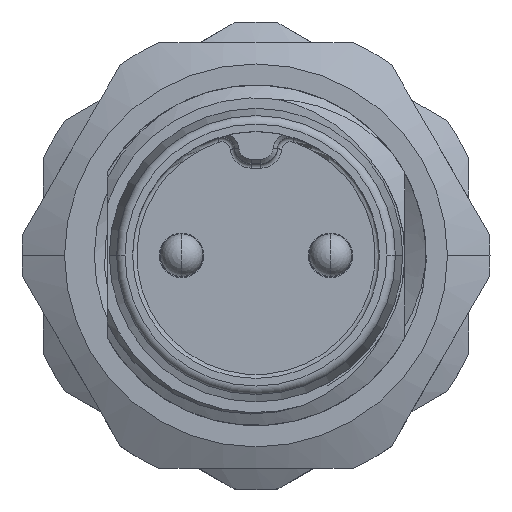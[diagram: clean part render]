
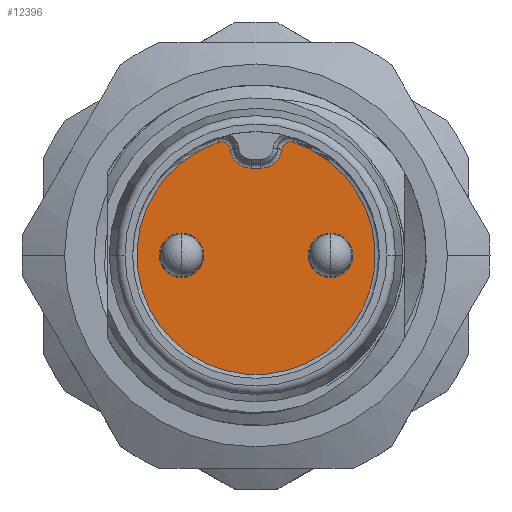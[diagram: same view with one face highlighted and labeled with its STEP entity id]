
A CAD part, top view. The second image highlights one B-rep face of the part: STEP entity #12396.
In plain terms, the highlighted planar face has unit normal (0, 0, 1).
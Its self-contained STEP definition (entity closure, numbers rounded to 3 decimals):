
#10829=CARTESIAN_POINT('',(1.75,0.,7.));
#10830=DIRECTION('',(0.,0.,1.));
#10831=DIRECTION('',(1.,0.,0.));
#10832=AXIS2_PLACEMENT_3D('',#10829,#10830,#10831);
#10834=CARTESIAN_POINT('',(1.75,0.,7.));
#10835=DIRECTION('',(0.,0.,1.));
#10836=DIRECTION('',(-1.,0.,0.));
#10837=AXIS2_PLACEMENT_3D('',#10834,#10835,#10836);
#10839=CARTESIAN_POINT('',(-1.75,0.,7.));
#10840=DIRECTION('',(0.,0.,1.));
#10841=DIRECTION('',(1.,0.,0.));
#10842=AXIS2_PLACEMENT_3D('',#10839,#10840,#10841);
#10844=CARTESIAN_POINT('',(-1.75,0.,7.));
#10845=DIRECTION('',(0.,0.,1.));
#10846=DIRECTION('',(-1.,0.,0.));
#10847=AXIS2_PLACEMENT_3D('',#10844,#10845,#10846);
#10849=CARTESIAN_POINT('',(-0.804,2.472,7.));
#10850=DIRECTION('',(0.,0.,-1.));
#10851=DIRECTION('',(-0.309,0.951,0.));
#10852=AXIS2_PLACEMENT_3D('',#10849,#10850,#10851);
#10854=CARTESIAN_POINT('',(-0.109,2.55,7.));
#10855=DIRECTION('',(0.,0.,1.));
#10856=DIRECTION('',(-0.994,-0.111,0.));
#10857=AXIS2_PLACEMENT_3D('',#10854,#10855,#10856);
#10859=DIRECTION('',(1.,0.,0.));
#10860=VECTOR('',#10859,0.218);
#10861=CARTESIAN_POINT('',(-0.109,2.05,7.));
#10862=LINE('',#10861,#10860);
#10863=CARTESIAN_POINT('',(0.109,2.55,7.));
#10864=DIRECTION('',(0.,0.,1.));
#10865=DIRECTION('',(0.,-1.,0.));
#10866=AXIS2_PLACEMENT_3D('',#10863,#10864,#10865);
#10868=CARTESIAN_POINT('',(0.804,2.472,7.));
#10869=DIRECTION('',(0.,0.,-1.));
#10870=DIRECTION('',(-0.994,0.111,0.));
#10871=AXIS2_PLACEMENT_3D('',#10868,#10869,#10870);
#10891=CARTESIAN_POINT('',(0.,0.,7.));
#10892=DIRECTION('',(0.,0.,1.));
#10893=DIRECTION('',(-0.309,0.951,0.));
#10894=AXIS2_PLACEMENT_3D('',#10891,#10892,#10893);
#11803=CARTESIAN_POINT('',(2.275,0.,7.));
#11804=CARTESIAN_POINT('',(1.225,0.,7.));
#11805=VERTEX_POINT('',#11803);
#11806=VERTEX_POINT('',#11804);
#11807=CARTESIAN_POINT('',(-1.225,0.,7.));
#11808=CARTESIAN_POINT('',(-2.275,0.,7.));
#11809=VERTEX_POINT('',#11807);
#11810=VERTEX_POINT('',#11808);
#12051=CARTESIAN_POINT('',(-0.866,2.663,7.));
#12052=CARTESIAN_POINT('',(-0.606,2.495,7.));
#12053=VERTEX_POINT('',#12051);
#12054=VERTEX_POINT('',#12052);
#12057=CARTESIAN_POINT('',(-0.109,2.05,7.));
#12058=VERTEX_POINT('',#12057);
#12061=CARTESIAN_POINT('',(0.109,2.05,7.));
#12062=VERTEX_POINT('',#12061);
#12065=CARTESIAN_POINT('',(0.606,2.495,7.));
#12066=VERTEX_POINT('',#12065);
#12069=CARTESIAN_POINT('',(0.866,2.663,7.));
#12070=VERTEX_POINT('',#12069);
#12367=CARTESIAN_POINT('',(0.,0.,7.));
#12368=DIRECTION('',(0.,0.,1.));
#12369=DIRECTION('',(1.,0.,0.));
#12370=AXIS2_PLACEMENT_3D('',#12367,#12368,#12369);
#12371=PLANE('',#12370);
#12373=ORIENTED_EDGE('',*,*,#12372,.F.);
#12375=ORIENTED_EDGE('',*,*,#12374,.T.);
#12377=ORIENTED_EDGE('',*,*,#12376,.T.);
#12379=ORIENTED_EDGE('',*,*,#12378,.T.);
#12381=ORIENTED_EDGE('',*,*,#12380,.T.);
#12383=ORIENTED_EDGE('',*,*,#12382,.T.);
#12384=EDGE_LOOP('',(#12373,#12375,#12377,#12379,#12381,#12383));
#12385=FACE_OUTER_BOUND('',#12384,.F.);
#12387=ORIENTED_EDGE('',*,*,#12386,.T.);
#12389=ORIENTED_EDGE('',*,*,#12388,.T.);
#12390=EDGE_LOOP('',(#12387,#12389));
#12391=FACE_BOUND('',#12390,.F.);
#12392=ORIENTED_EDGE('',*,*,#12347,.T.);
#12393=ORIENTED_EDGE('',*,*,#12361,.T.);
#12394=EDGE_LOOP('',(#12392,#12393));
#12395=FACE_BOUND('',#12394,.F.);
#10833=CIRCLE('',#10832,0.525);
#10838=CIRCLE('',#10837,0.525);
#10843=CIRCLE('',#10842,0.525);
#10848=CIRCLE('',#10847,0.525);
#10853=CIRCLE('',#10852,0.2);
#10858=CIRCLE('',#10857,0.5);
#10867=CIRCLE('',#10866,0.5);
#10872=CIRCLE('',#10871,0.2);
#10895=CIRCLE('',#10894,2.8);
#12347=EDGE_CURVE('',#11805,#11806,#10833,.T.);
#12361=EDGE_CURVE('',#11806,#11805,#10838,.T.);
#12372=EDGE_CURVE('',#12053,#12070,#10895,.T.);
#12374=EDGE_CURVE('',#12053,#12054,#10853,.T.);
#12376=EDGE_CURVE('',#12054,#12058,#10858,.T.);
#12378=EDGE_CURVE('',#12058,#12062,#10862,.T.);
#12380=EDGE_CURVE('',#12062,#12066,#10867,.T.);
#12382=EDGE_CURVE('',#12066,#12070,#10872,.T.);
#12386=EDGE_CURVE('',#11809,#11810,#10843,.T.);
#12388=EDGE_CURVE('',#11810,#11809,#10848,.T.);
#12396=ADVANCED_FACE('',(#12385,#12391,#12395),#12371,.T.);
